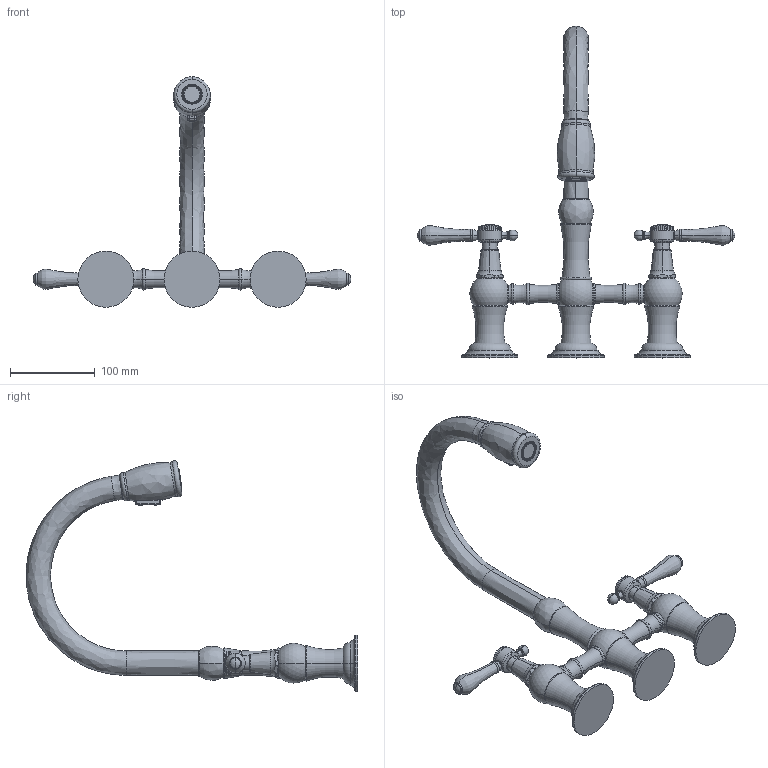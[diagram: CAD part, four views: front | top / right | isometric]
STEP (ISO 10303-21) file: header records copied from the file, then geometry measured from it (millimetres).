
FILE_DESCRIPTION((''),'2;1');
FILE_NAME('1030-5463_SW0001','2022-01-25T14:22:42',('gbazan'),(''),'CREO PARAMETRIC BY PTC INC, 2018400','CREO PARAMETRIC BY PTC INC, 2018400','');
FILE_SCHEMA(('CONFIG_CONTROL_DESIGN'));
Length unit declared in the file: inch
Products named in the file (1): 1030-5463_SW0001
Bounding box: 374.52 x 391.19 x 271.77 mm (x, y, z)
Volume: 964684.4 mm3; surface area: 139416 mm2
Topology: 1 solids, 1 shells, 587 faces, 1361 edges, 807 vertices
Faces by surface type: torus 172, plane 153, cylinder 103, cone 76, sphere 46, bspline 25, extrusion 8, revolution 4
Entity records: 21443 total; most frequent: CARTESIAN_POINT 8078, DIRECTION 3060, ORIENTED_EDGE 2666, AXIS2_PLACEMENT_3D 1391, EDGE_CURVE 1333, CIRCLE 843, VERTEX_POINT 807, EDGE_LOOP 642
